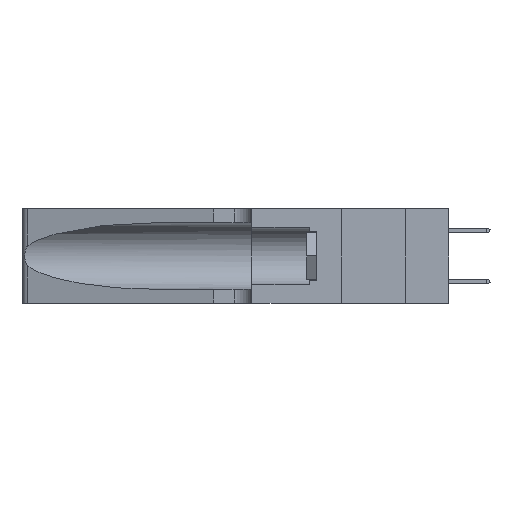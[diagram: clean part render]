
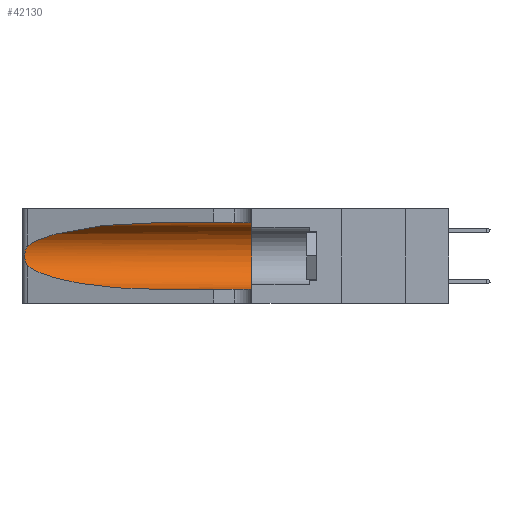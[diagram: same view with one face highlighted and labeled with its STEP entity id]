
A CAD part, left-side view. The second image highlights one B-rep face of the part: STEP entity #42130.
In plain terms, the highlighted cylindrical face has radius 3.308 mm (diameter 6.617 mm), a partial arc.
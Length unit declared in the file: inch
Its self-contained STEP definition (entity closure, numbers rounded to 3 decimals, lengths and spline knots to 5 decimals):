
#1233 = CARTESIAN_POINT ( 'NONE',  ( 0.25487, 1.22718, 0.14631 ) ) ;
#2025 = VERTEX_POINT ( 'NONE', #39047 ) ;
#2049 = ORIENTED_EDGE ( 'NONE', *, *, #37748, .T. ) ;
#2980 = VERTEX_POINT ( 'NONE', #33802 ) ;
#3782 = CARTESIAN_POINT ( 'NONE',  ( 0.18966, 0.96281, 0.31525 ) ) ;
#3911 = B_SPLINE_CURVE_WITH_KNOTS ( 'NONE', 3,
 ( #38159, #4700, #41704, #16295, #23499, #8900, #4852, #27365, #12129, #8586, #34308, #38009, #23337, #42649 ),
 .UNSPECIFIED., .F., .F.,
 ( 4, 2, 2, 2, 2, 2, 4 ),
 ( 0., 0.00027, 0.00053, 0.00107, 0.0016, 0.00187, 0.00214 ),
 .UNSPECIFIED. ) ;
#4700 = CARTESIAN_POINT ( 'NONE',  ( 0.25555, 1.22994, 0.2215 ) ) ;
#4852 = CARTESIAN_POINT ( 'NONE',  ( 0.26075, 1.23896, 0.19203 ) ) ;
#5333 = CARTESIAN_POINT ( 'NONE',  ( 0.1305, 0.72297, 0.31525 ) ) ;
#5529 = CARTESIAN_POINT ( 'NONE',  ( 0.1305, 0.72297, 0.05475 ) ) ;
#5776 = LINE ( 'NONE', #42065, #13825 ) ;
#7145 = DIRECTION ( 'NONE',  ( 0., -1., 0. ) ) ;
#7205 = ORIENTED_EDGE ( 'NONE', *, *, #22654, .F. ) ;
#7765 = EDGE_CURVE ( 'NONE', #28883, #21599, #18611, .T. ) ;
#8586 = CARTESIAN_POINT ( 'NONE',  ( 0.25856, 1.23593, 0.16098 ) ) ;
#8900 = CARTESIAN_POINT ( 'NONE',  ( 0.26018, 1.23835, 0.19895 ) ) ;
#8941 = CIRCLE ( 'NONE', #38267, 0.13025 ) ;
#12129 = CARTESIAN_POINT ( 'NONE',  ( 0.26017, 1.23833, 0.17102 ) ) ;
#12196 = CARTESIAN_POINT ( 'NONE',  ( 0.2373, 1.15595, 0.08982 ) ) ;
#13562 = DIRECTION ( 'NONE',  ( 0., 1., 0. ) ) ;
#13723 = DIRECTION ( 'NONE',  ( 0., 0., 1. ) ) ;
#13825 = VECTOR ( 'NONE', #16350, 39.37008 ) ;
#14018 = DIRECTION ( 'NONE',  ( 0., -1., 0. ) ) ;
#14182 = CARTESIAN_POINT ( 'NONE',  ( 0.1305, 1.61858, 0.31525 ) ) ;
#14245 = EDGE_CURVE ( 'NONE', #2025, #44652, #3911, .T. ) ;
#14938 = CARTESIAN_POINT ( 'NONE',  ( 0.1305, 0.72297, 0.31525 ) ) ;
#16295 = CARTESIAN_POINT ( 'NONE',  ( 0.25787, 1.23484, 0.2124 ) ) ;
#16296 = FACE_OUTER_BOUND ( 'NONE', #31839, .T. ) ;
#16350 = DIRECTION ( 'NONE',  ( 0., -1., 0. ) ) ;
#18463 = CARTESIAN_POINT ( 'NONE',  ( 0.1305, 0.35, 0.31525 ) ) ;
#18600 = CARTESIAN_POINT ( 'NONE',  ( 0.2373, 1.15595, 0.28018 ) ) ;
#18611 = LINE ( 'NONE', #14182, #27201 ) ;
#21599 = VERTEX_POINT ( 'NONE', #18463 ) ;
#22654 = EDGE_CURVE ( 'NONE', #21599, #2980, #8941, .T. ) ;
#23337 = CARTESIAN_POINT ( 'NONE',  ( 0.25555, 1.22993, 0.14849 ) ) ;
#23499 = CARTESIAN_POINT ( 'NONE',  ( 0.25854, 1.2359, 0.20912 ) ) ;
#24628 = CARTESIAN_POINT ( 'NONE',  ( 0.25487, 1.22718, 0.14631 ) ) ;
#26966 = CARTESIAN_POINT ( 'NONE',  ( 0.18966, 0.96281, 0.05475 ) ) ;
#27201 = VECTOR ( 'NONE', #14018, 39.37008 ) ;
#27365 = CARTESIAN_POINT ( 'NONE',  ( 0.26075, 1.23896, 0.178 ) ) ;
#28883 = VERTEX_POINT ( 'NONE', #5333 ) ;
#30484 =( BOUNDED_CURVE ( )  B_SPLINE_CURVE ( 3, ( #1233, #12196, #26966, #37925 ),
 .UNSPECIFIED., .F., .F. ) 
 B_SPLINE_CURVE_WITH_KNOTS ( ( 4, 4 ),
 ( 3.44316, 4.71239 ),
 .UNSPECIFIED. ) 
 CURVE ( )  GEOMETRIC_REPRESENTATION_ITEM ( )  RATIONAL_B_SPLINE_CURVE ( ( 1., 0.87, 0.87, 1. ) ) 
 REPRESENTATION_ITEM ( '' )  );
#30507 = EDGE_CURVE ( 'NONE', #28883, #2025, #32523, .T. ) ;
#31839 = EDGE_LOOP ( 'NONE', ( #43506, #47313, #43146, #2049, #7205, #31914 ) ) ;
#31914 = ORIENTED_EDGE ( 'NONE', *, *, #7765, .F. ) ;
#32231 = CARTESIAN_POINT ( 'NONE',  ( 0.1305, 1.61858, 0.185 ) ) ;
#32523 =( BOUNDED_CURVE ( )  B_SPLINE_CURVE ( 3, ( #14938, #3782, #18600, #44367 ),
 .UNSPECIFIED., .F., .F. ) 
 B_SPLINE_CURVE_WITH_KNOTS ( ( 4, 4 ),
 ( 1.5708, 2.84003 ),
 .UNSPECIFIED. ) 
 CURVE ( )  GEOMETRIC_REPRESENTATION_ITEM ( )  RATIONAL_B_SPLINE_CURVE ( ( 1., 0.87, 0.87, 1. ) ) 
 REPRESENTATION_ITEM ( '' )  );
#33802 = CARTESIAN_POINT ( 'NONE',  ( 0.1305, 0.35, 0.05475 ) ) ;
#34308 = CARTESIAN_POINT ( 'NONE',  ( 0.25789, 1.23486, 0.15765 ) ) ;
#34874 = VERTEX_POINT ( 'NONE', #5529 ) ;
#35719 = CARTESIAN_POINT ( 'NONE',  ( 0.1305, 0.35, 0.185 ) ) ;
#37748 = EDGE_CURVE ( 'NONE', #34874, #2980, #5776, .T. ) ;
#37925 = CARTESIAN_POINT ( 'NONE',  ( 0.1305, 0.72297, 0.05475 ) ) ;
#38009 = CARTESIAN_POINT ( 'NONE',  ( 0.25639, 1.23186, 0.15144 ) ) ;
#38159 = CARTESIAN_POINT ( 'NONE',  ( 0.25487, 1.22718, 0.22369 ) ) ;
#38267 = AXIS2_PLACEMENT_3D ( 'NONE', #35719, #13562, #13723 ) ;
#39047 = CARTESIAN_POINT ( 'NONE',  ( 0.25487, 1.22718, 0.22369 ) ) ;
#41704 = CARTESIAN_POINT ( 'NONE',  ( 0.25639, 1.23184, 0.21858 ) ) ;
#41758 = AXIS2_PLACEMENT_3D ( 'NONE', #32231, #7145, #47526 ) ;
#42065 = CARTESIAN_POINT ( 'NONE',  ( 0.1305, 1.61858, 0.05475 ) ) ;
#42130 = ADVANCED_FACE ( 'NONE', ( #16296 ), #46815, .F. ) ;
#42649 = CARTESIAN_POINT ( 'NONE',  ( 0.25487, 1.22718, 0.14631 ) ) ;
#43146 = ORIENTED_EDGE ( 'NONE', *, *, #43749, .T. ) ;
#43506 = ORIENTED_EDGE ( 'NONE', *, *, #30507, .T. ) ;
#43749 = EDGE_CURVE ( 'NONE', #44652, #34874, #30484, .T. ) ;
#44367 = CARTESIAN_POINT ( 'NONE',  ( 0.25487, 1.22718, 0.22369 ) ) ;
#44652 = VERTEX_POINT ( 'NONE', #24628 ) ;
#46815 = CYLINDRICAL_SURFACE ( 'NONE', #41758, 0.13025 ) ;
#47313 = ORIENTED_EDGE ( 'NONE', *, *, #14245, .T. ) ;
#47526 = DIRECTION ( 'NONE',  ( 0., 0., -1. ) ) ;
